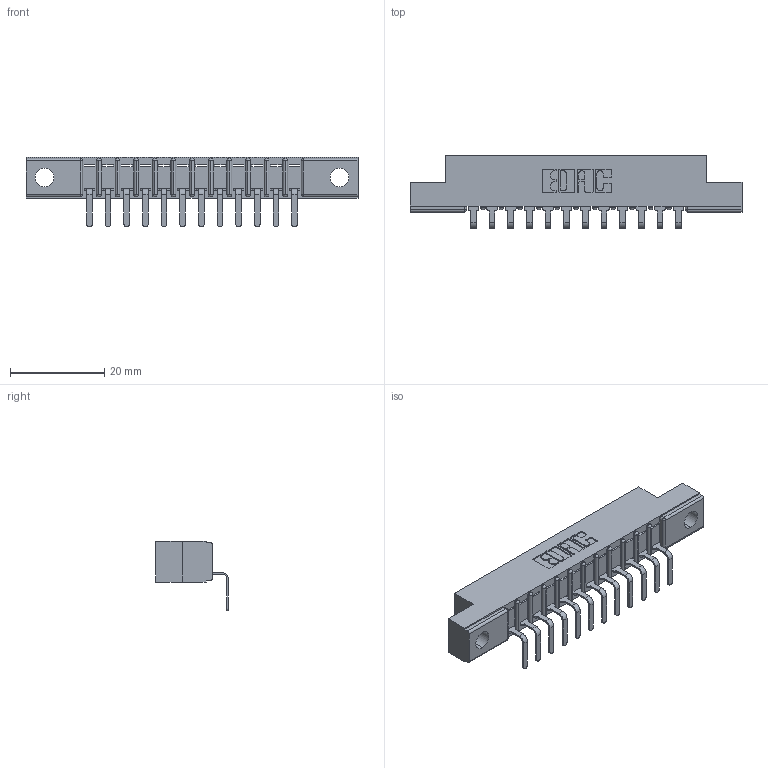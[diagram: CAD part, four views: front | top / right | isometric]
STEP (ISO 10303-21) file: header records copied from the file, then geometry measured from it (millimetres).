
FILE_DESCRIPTION (( 'STEP AP203' ), '1' );
FILE_NAME ('307-012-559-102.STEP', '2019-09-04T15:45:04', ( '' ), ( '' ), 'SwSTEP 2.0', 'SolidWorks 2016', '' );
FILE_SCHEMA (( 'CONFIG_CONTROL_DESIGN' ));
Length unit declared in the file: inch
Products named in the file (3): 307 Part_.128 Dia Mounting Holes; 307-012-559-102; 307-290-001_558 559 - 1 (Single)
Assembly tree (13 placements, depth 2):
  307-012-559-102
    307 Part_.128 Dia Mounting Holes
    307-290-001_558 559 - 1 (Single)  x12
Bounding box: 70.56 x 15.46 x 14.81 mm (x, y, z)
Volume: 4406.7 mm3; surface area: 6371.3 mm2
Topology: 13 solids, 13 shells, 851 faces, 2411 edges, 1554 vertices
Faces by surface type: plane 538, cylinder 287, sphere 26
Entity records: 14092 total; most frequent: CARTESIAN_POINT 2364, ORIENTED_EDGE 2350, DIRECTION 2317, EDGE_CURVE 1175, VECTOR 887, LINE 887, VERTEX_POINT 762, AXIS2_PLACEMENT_3D 715
